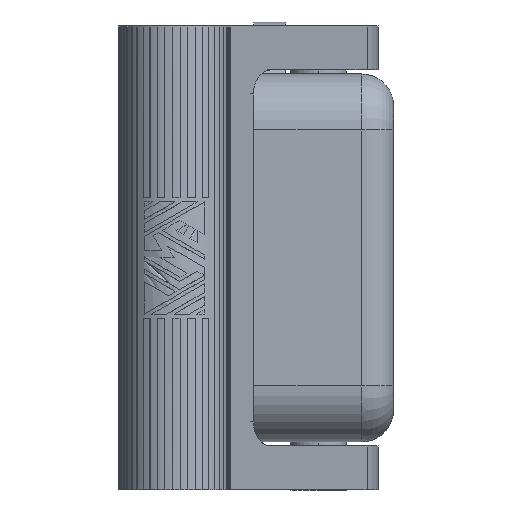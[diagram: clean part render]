
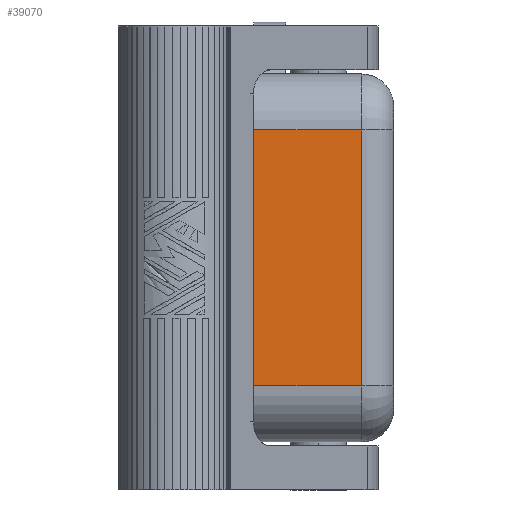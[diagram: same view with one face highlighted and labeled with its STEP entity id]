
A CAD part, left-side view. The second image highlights one B-rep face of the part: STEP entity #39070.
In plain terms, the highlighted face is planar.
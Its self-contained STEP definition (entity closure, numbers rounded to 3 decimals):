
#800=CARTESIAN_POINT('',(37.947,-5.711,0.));
#810=VERTEX_POINT('',#800);
#840=CARTESIAN_POINT('',(44.947,-5.711,0.));
#850=DIRECTION('',(-1.,0.,0.));
#860=VECTOR('',#850,1.);
#870=LINE('',#840,#860);
#880=CARTESIAN_POINT('',(5.947,-5.711,0.));
#890=VERTEX_POINT('',#880);
#900=EDGE_CURVE('',#810,#890,#870,.T.);
#36760=CARTESIAN_POINT('',(5.947,-5.711,-13.5));
#36770=VERTEX_POINT('',#36760);
#36800=CARTESIAN_POINT('',(0.,-5.711,-13.5));
#36810=DIRECTION('',(-1.,0.,0.));
#36820=VECTOR('',#36810,1.);
#36830=LINE('',#36800,#36820);
#36840=CARTESIAN_POINT('',(37.947,-5.711,-13.5));
#36850=VERTEX_POINT('',#36840);
#36860=EDGE_CURVE('',#36850,#36770,#36830,.T.);
#38860=CARTESIAN_POINT('',(0.,-5.711,0.));
#38870=DIRECTION('',(-0.,1.,0.));
#38880=DIRECTION('',(1.,0.,0.));
#38890=AXIS2_PLACEMENT_3D('',#38860,#38870,#38880);
#38900=PLANE('',#38890);
#38910=ORIENTED_EDGE('',*,*,#900,.T.);
#38920=CARTESIAN_POINT('',(37.947,-5.711,0.));
#38930=DIRECTION('',(0.,0.,1.));
#38940=VECTOR('',#38930,1.);
#38950=LINE('',#38920,#38940);
#38960=EDGE_CURVE('',#36850,#810,#38950,.T.);
#38970=ORIENTED_EDGE('',*,*,#38960,.T.);
#38980=ORIENTED_EDGE('',*,*,#36860,.F.);
#38990=CARTESIAN_POINT('',(5.947,-5.711,0.));
#39000=DIRECTION('',(0.,0.,1.));
#39010=VECTOR('',#39000,1.);
#39020=LINE('',#38990,#39010);
#39030=EDGE_CURVE('',#36770,#890,#39020,.T.);
#39040=ORIENTED_EDGE('',*,*,#39030,.F.);
#39050=EDGE_LOOP('',(#39040,#38980,#38970,#38910));
#39060=FACE_OUTER_BOUND('',#39050,.T.);
#39070=ADVANCED_FACE('',(#39060),#38900,.F.);
